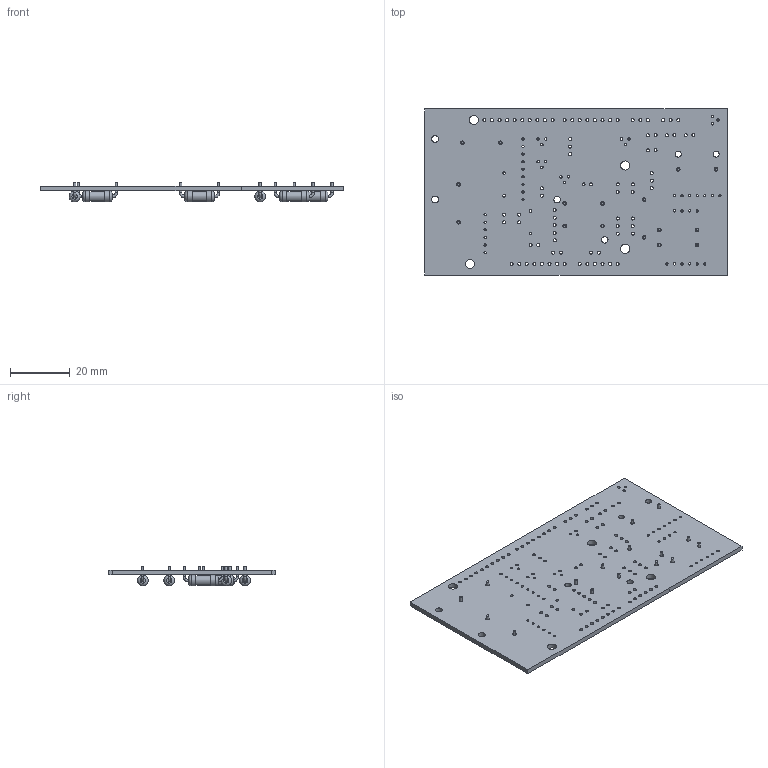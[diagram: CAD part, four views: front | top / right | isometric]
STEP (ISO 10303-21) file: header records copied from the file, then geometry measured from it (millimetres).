
FILE_DESCRIPTION(('KiCad electronic assembly'),'2;1');
FILE_NAME('RAPTOR.step','2019-02-11T13:39:32',('An Author'),('A Company' ),'Open CASCADE STEP processor 6.9','KiCad to STEP converter', 'Unknown');
FILE_SCHEMA(('AUTOMOTIVE_DESIGN { 1 0 10303 214 1 1 1 1 }'));
Length unit declared in the file: millimetre
Products named in the file (7): Open CASCADE STEP translator 6.9 1; Socket_header_Arduino_1x08; Socket_header_Arduino_1x06; Socket_header_Arduino_1x10; R_Axial_DIN0411_L9.9mm_D3.6mm_P12.70mm_Horizontal; SOLID; COMPOUND
Assembly tree (14 placements, depth 3):
  Open CASCADE STEP translator 6.9 1
    Socket_header_Arduino_1x08  x2
    Socket_header_Arduino_1x06
    Socket_header_Arduino_1x10
    R_Axial_DIN0411_L9.9mm_D3.6mm_P12.70mm_Horizontal  x8
      SOLID
    COMPOUND
Bounding box: 101.6 x 55.88 x 6.6 mm (x, y, z)
Volume: 9575.1 mm3; surface area: 13575.2 mm2
Topology: 9 solids, 9 shells, 304 faces, 714 edges, 460 vertices
Faces by surface type: cylinder 214, plane 58, torus 32
Full cylindrical faces by diameter (mm): 0.762 x32, 0.8 x32, 0.813 x15, 0.899 x4, 1.016 x73, 1.02 x8, 1.2 x16, 2.032 x2, 2.18 x2, 2.286 x2, 3.048 x4, 3.24 x8, 3.6 x16
Entity records: 14097 total; most frequent: DIRECTION 2299, CARTESIAN_POINT 2267, ORIENTED_EDGE 1050, PCURVE 1050, DEFINITIONAL_REPRESENTATION 1050, LINE 909, VECTOR 909, CIRCLE 654
